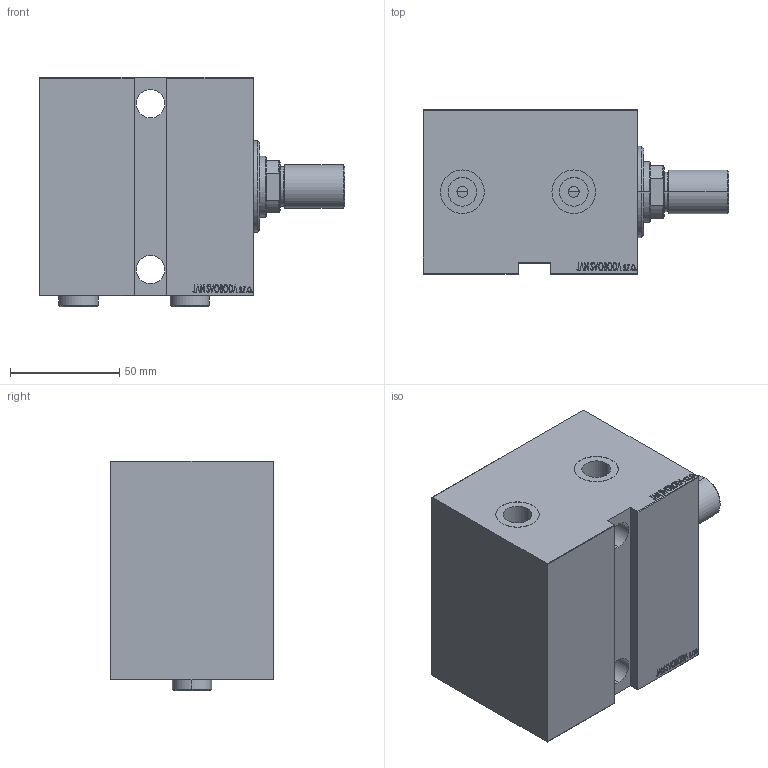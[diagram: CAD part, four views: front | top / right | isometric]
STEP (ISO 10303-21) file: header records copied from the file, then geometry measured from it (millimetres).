
FILE_DESCRIPTION (( 'STEP AP203' ), '1' );
FILE_NAME ('a842.STEP', '2024-02-11T09:20:21', ( '' ), ( '' ), 'SwSTEP 2.0', 'SolidWorks 2019', '' );
FILE_SCHEMA (( 'CONFIG_CONTROL_DESIGN' ));
Length unit declared in the file: millimetre
Products named in the file (6): V450CM_E_Body 0f1f4edba3fe62e38937c105ddb86b55; V450CM_MALE_METRIC 0f1f4edba3fe62e38937c105ddb86b55; V450CM_E_VCP 0f1f4edba3fe62e38937c105ddb86b55; Zatka_OIL_PORT 0f1f4edba3fe62e38937c105ddb86b55; a842; V450CM_VC_B 0f1f4edba3fe62e38937c105ddb86b55
Assembly tree (6 placements, depth 2):
  a842
    V450CM_E_Body 0f1f4edba3fe62e38937c105ddb86b55
    V450CM_E_VCP 0f1f4edba3fe62e38937c105ddb86b55
    V450CM_VC_B 0f1f4edba3fe62e38937c105ddb86b55
    V450CM_MALE_METRIC 0f1f4edba3fe62e38937c105ddb86b55
    Zatka_OIL_PORT 0f1f4edba3fe62e38937c105ddb86b55  x2
Bounding box: 140 x 75 x 104.9 mm (x, y, z)
Volume: 681788.3 mm3; surface area: 104128.7 mm2
Topology: 6 solids, 6 shells, 916 faces, 2322 edges, 1533 vertices
Faces by surface type: plane 448, bspline 380, cylinder 64, cone 22, torus 2
Entity records: 44546 total; most frequent: CARTESIAN_POINT 24683, ORIENTED_EDGE 4560, DIRECTION 2708, EDGE_CURVE 2280, VERTEX_POINT 1509, LINE 1360, VECTOR 1360, EDGE_LOOP 1023
